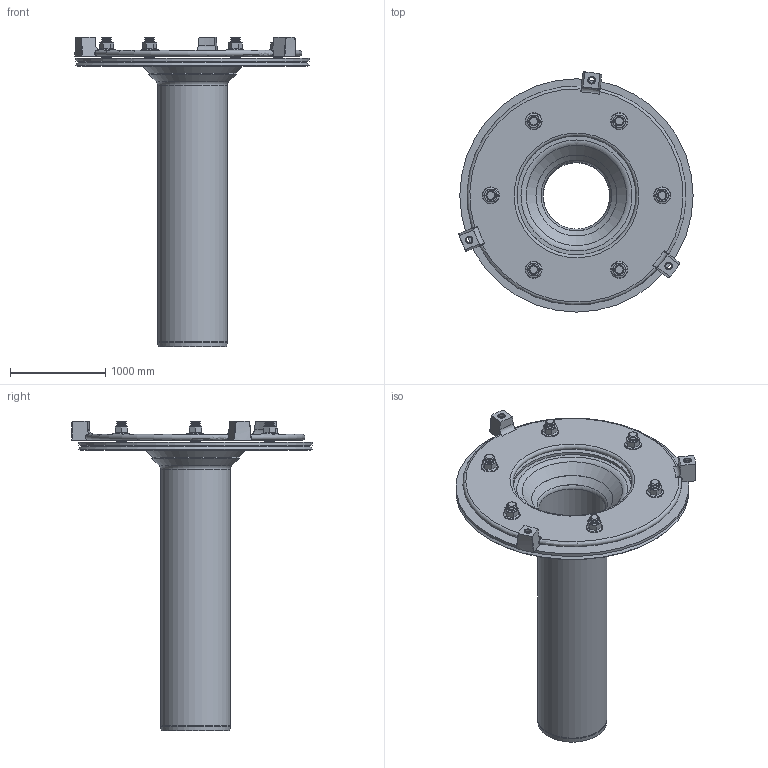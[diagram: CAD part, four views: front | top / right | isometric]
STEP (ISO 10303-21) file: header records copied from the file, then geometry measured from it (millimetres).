
FILE_DESCRIPTION(/* description */ (''),/* implementation_level */ '2;1');
FILE_NAME(/* name */ '21921.070X_3D.stp',/* time_stamp */ '2024-12-12T08:47:42+01:00',/* author */ ('CAD'),/* organization */ (''),/* preprocessor_version */ 'ST-DEVELOPER v20',/* originating_system */ 'AutoCAD Mechanical',/* authorisation */ '');
FILE_SCHEMA (('AUTOMOTIVE_DESIGN { 1 0 10303 214 3 1 1 }'));
Length unit declared in the file: centimetre
Products named in the file (2): Product; *S0
Assembly tree (1 placements, depth 2):
  Product
    *S0
Bounding box: 2459.29 x 2522.85 x 3255 mm (x, y, z)
Volume: 465051211.7 mm3; surface area: 37660351.9 mm2
Topology: 19 solids, 19 shells, 454 faces, 961 edges, 555 vertices
Faces by surface type: cone 279, plane 93, cylinder 49, torus 21, bspline 12
Full cylindrical faces by diameter (mm): 66.47 x6, 70 x6, 80 x12, 130 x6, 160 x6, 706 x1, 730 x1, 1250 x1, 2450 x1
Entity records: 13898 total; most frequent: CARTESIAN_POINT 4025, DIRECTION 2160, ORIENTED_EDGE 1922, EDGE_CURVE 961, AXIS2_PLACEMENT_3D 910, VERTEX_POINT 555, EDGE_LOOP 520, FACE_OUTER_BOUND 454
